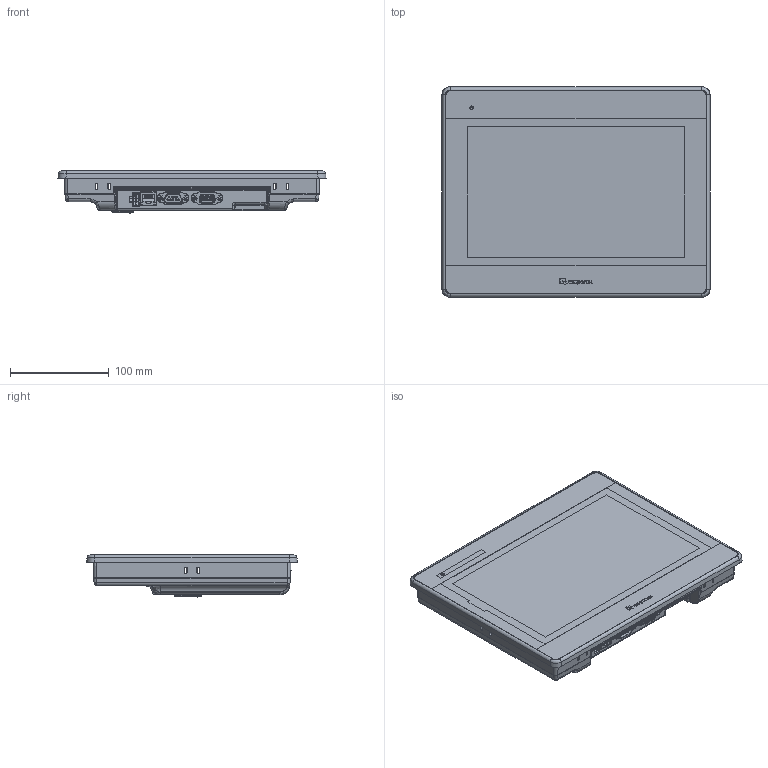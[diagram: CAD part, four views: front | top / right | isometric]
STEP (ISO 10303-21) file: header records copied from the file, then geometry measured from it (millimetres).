
FILE_DESCRIPTION (( 'STEP AP203' ), '1' );
FILE_NAME ('MT8100iE.STEP', '2017-07-17T06:07:37', ( 'annayang' ), ( '' ), 'SwSTEP 2.0', 'SolidWorks 2011', '' );
FILE_SCHEMA (( 'CONFIG_CONTROL_DESIGN' ));
Length unit declared in the file: millimetre
Products named in the file (1): MT8100iE
Bounding box: 271.01 x 213.01 x 42.5 mm (x, y, z)
Surface area: 237405.4 mm2 (no closed solid volume)
Topology: 0 solids, 68 shells, 1315 faces, 6859 edges, 5509 vertices
Faces by surface type: plane 531, cylinder 259, bspline 202, cone 184, torus 117, sphere 22
Entity records: 89873 total; most frequent: CARTESIAN_POINT 41254, ORIENTED_EDGE 9163, DIRECTION 8405, EDGE_CURVE 6818, VERTEX_POINT 5493, LINE 3797, VECTOR 3797, AXIS2_PLACEMENT_3D 2304
